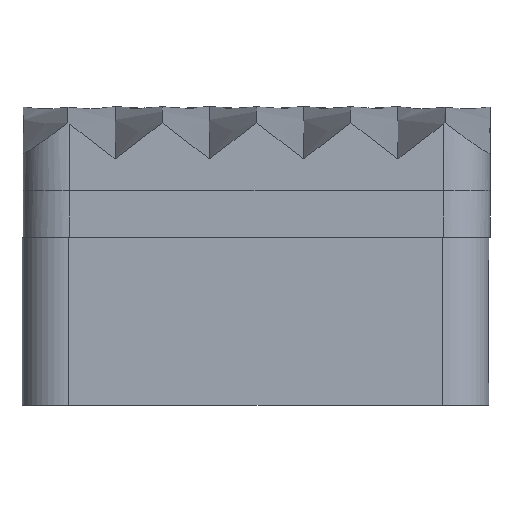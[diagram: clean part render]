
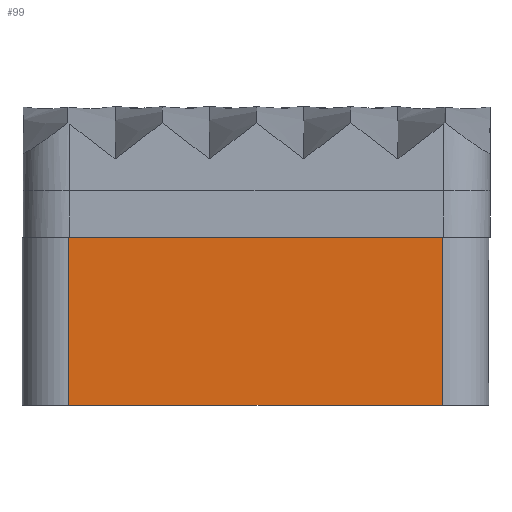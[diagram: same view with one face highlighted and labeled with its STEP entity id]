
A CAD part, left-side view. The second image highlights one B-rep face of the part: STEP entity #99.
In plain terms, the highlighted planar face has unit normal (-1, 0, 0).
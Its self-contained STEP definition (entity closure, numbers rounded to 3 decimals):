
#99=ADVANCED_FACE('',(#231),#2036,.T.);
#231=FACE_OUTER_BOUND('',#369,.T.);
#369=EDGE_LOOP('',(#740,#741,#742,#743));
#740=ORIENTED_EDGE('',*,*,#1217,.F.);
#741=ORIENTED_EDGE('',*,*,#1215,.T.);
#742=ORIENTED_EDGE('',*,*,#1216,.T.);
#743=ORIENTED_EDGE('',*,*,#1251,.F.);
#1215=EDGE_CURVE('',#1812,#1813,#1543,.T.);
#1216=EDGE_CURVE('',#1813,#1829,#1544,.T.);
#1217=EDGE_CURVE('',#1812,#1828,#1545,.T.);
#1251=EDGE_CURVE('',#1828,#1829,#1579,.T.);
#1543=(
BOUNDED_CURVE()
B_SPLINE_CURVE(2,(#3455,#3456,#3457),.UNSPECIFIED.,.F.,.F.)
B_SPLINE_CURVE_WITH_KNOTS((3,3),(1198.562,1238.562),
 .UNSPECIFIED.)
CURVE()
GEOMETRIC_REPRESENTATION_ITEM()
RATIONAL_B_SPLINE_CURVE((1.,1.,1.))
REPRESENTATION_ITEM('')
);
#1544=(
BOUNDED_CURVE()
B_SPLINE_CURVE(1,(#3458,#3459),.UNSPECIFIED.,.F.,.F.)
B_SPLINE_CURVE_WITH_KNOTS((2,2),(0.,18.),.UNSPECIFIED.)
CURVE()
GEOMETRIC_REPRESENTATION_ITEM()
RATIONAL_B_SPLINE_CURVE((1.,1.))
REPRESENTATION_ITEM('')
);
#1545=(
BOUNDED_CURVE()
B_SPLINE_CURVE(1,(#3460,#3461),.UNSPECIFIED.,.F.,.F.)
B_SPLINE_CURVE_WITH_KNOTS((2,2),(0.,18.),.UNSPECIFIED.)
CURVE()
GEOMETRIC_REPRESENTATION_ITEM()
RATIONAL_B_SPLINE_CURVE((1.,1.))
REPRESENTATION_ITEM('')
);
#1579=(
BOUNDED_CURVE()
B_SPLINE_CURVE(2,(#3559,#3560,#3561),.UNSPECIFIED.,.F.,.F.)
B_SPLINE_CURVE_WITH_KNOTS((3,3),(1198.562,1238.562),
 .UNSPECIFIED.)
CURVE()
GEOMETRIC_REPRESENTATION_ITEM()
RATIONAL_B_SPLINE_CURVE((1.,1.,1.))
REPRESENTATION_ITEM('')
);
#1812=VERTEX_POINT('',#3327);
#1813=VERTEX_POINT('',#3328);
#1828=VERTEX_POINT('',#3343);
#1829=VERTEX_POINT('',#3344);
#2036=PLANE('',#2210);
#2210=AXIS2_PLACEMENT_3D('',#3209,#2331,$);
#2331=DIRECTION('',(-1.,0.,0.));
#3209=CARTESIAN_POINT('',(454.,518.875,-70.));
#3327=CARTESIAN_POINT('',(454.,518.875,-70.));
#3328=CARTESIAN_POINT('',(454.,478.875,-70.));
#3343=CARTESIAN_POINT('',(454.,518.875,-52.));
#3344=CARTESIAN_POINT('',(454.,478.875,-52.));
#3455=CARTESIAN_POINT('',(454.,518.875,-70.));
#3456=CARTESIAN_POINT('',(454.,498.875,-70.));
#3457=CARTESIAN_POINT('',(454.,478.875,-70.));
#3458=CARTESIAN_POINT('',(454.,478.875,-70.));
#3459=CARTESIAN_POINT('',(454.,478.875,-52.));
#3460=CARTESIAN_POINT('',(454.,518.875,-70.));
#3461=CARTESIAN_POINT('',(454.,518.875,-52.));
#3559=CARTESIAN_POINT('',(454.,518.875,-52.));
#3560=CARTESIAN_POINT('',(454.,498.875,-52.));
#3561=CARTESIAN_POINT('',(454.,478.875,-52.));
